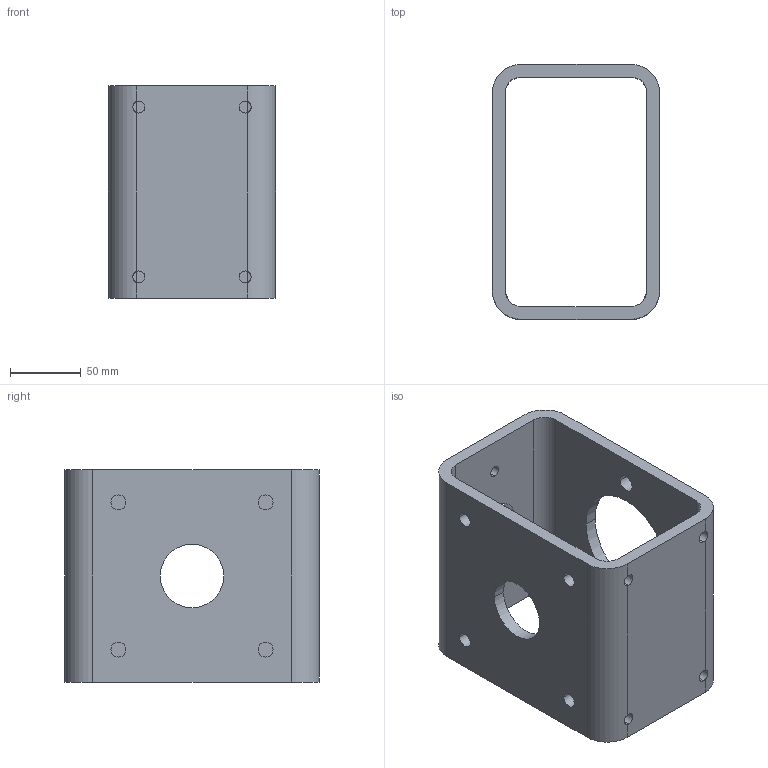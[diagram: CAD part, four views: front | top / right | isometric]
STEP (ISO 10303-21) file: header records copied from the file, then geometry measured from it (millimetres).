
FILE_DESCRIPTION (( 'STEP AP203' ), '1' );
FILE_NAME ('薊粣ん盓殤.STEP', '2021-11-13T07:53:22', ( '' ), ( '' ), 'SwSTEP 2.0', 'SolidWorks 2018', '' );
FILE_SCHEMA (( 'CONFIG_CONTROL_DESIGN' ));
Length unit declared in the file: millimetre
Products named in the file (1): 薊粣ん盓殤
Bounding box: 118 x 180 x 150 mm (x, y, z)
Volume: 641056.7 mm3; surface area: 160018.2 mm2
Topology: 1 solids, 1 shells, 56 faces, 178 edges, 116 vertices
Faces by surface type: cylinder 42, plane 10, bspline 4
Entity records: 2687 total; most frequent: CARTESIAN_POINT 915, DIRECTION 372, ORIENTED_EDGE 356, EDGE_CURVE 178, AXIS2_PLACEMENT_3D 149, VERTEX_POINT 116, CIRCLE 96, EDGE_LOOP 80
